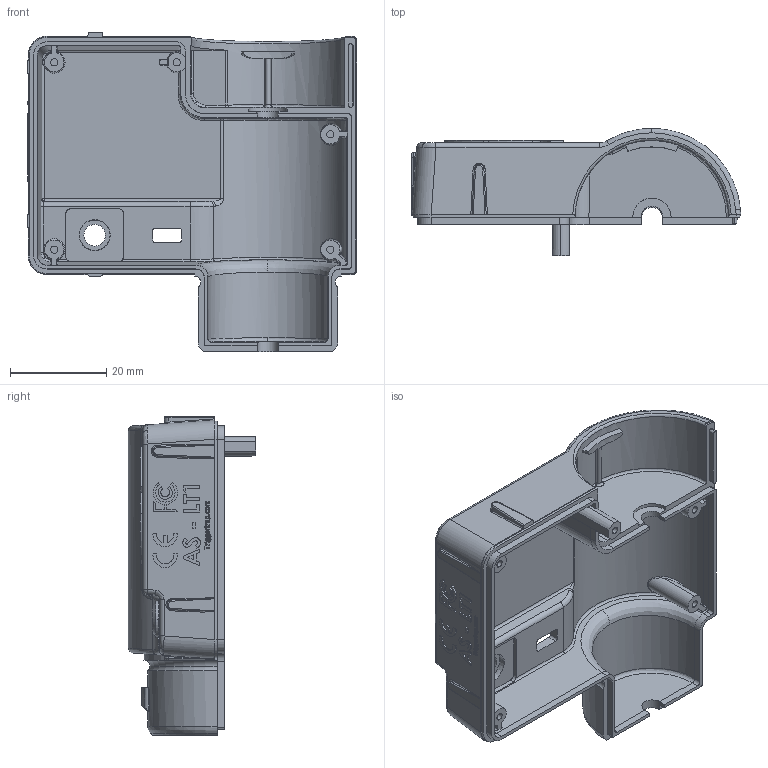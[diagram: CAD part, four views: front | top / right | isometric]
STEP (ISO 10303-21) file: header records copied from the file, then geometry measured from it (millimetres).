
FILE_DESCRIPTION (( 'STEP AP214' ), '1' );
FILE_NAME ('TT-225-A_SENSOR_FRONT_CASE_LIGHT.STEP', '2015-01-22T15:06:15', ( '' ), ( '' ), 'SwSTEP 2.0', 'SolidWorks 2014', '' );
FILE_SCHEMA (( 'AUTOMOTIVE_DESIGN' ));
Length unit declared in the file: millimetre
Products named in the file (1): TT-225-A_SENSOR_FRONT_CASE_LIGHT
Bounding box: 68.69 x 26.5 x 66.5 mm (x, y, z)
Volume: 15146.6 mm3; surface area: 16137.7 mm2
Topology: 1 solids, 1 shells, 870 faces, 2300 edges, 1484 vertices
Faces by surface type: plane 395, bspline 285, cylinder 140, cone 25, torus 14, sphere 11
Entity records: 35989 total; most frequent: CARTESIAN_POINT 16661, ORIENTED_EDGE 4584, DIRECTION 2991, EDGE_CURVE 2292, VERTEX_POINT 1483, LINE 1255, VECTOR 1255, EDGE_LOOP 933
